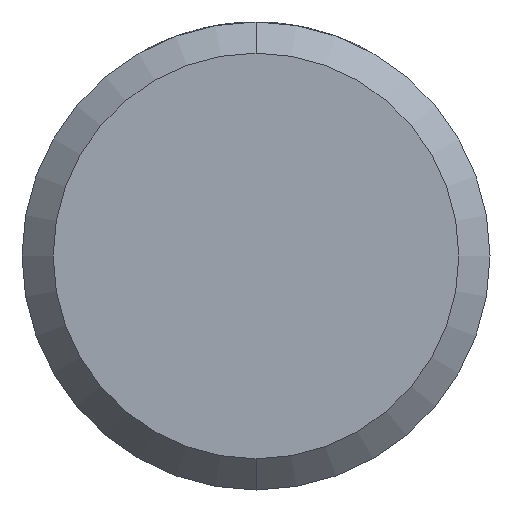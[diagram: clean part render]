
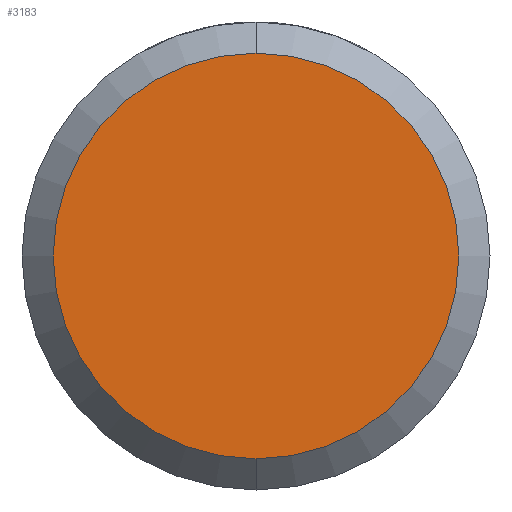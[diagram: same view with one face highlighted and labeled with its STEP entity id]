
A CAD part, front view. The second image highlights one B-rep face of the part: STEP entity #3183.
In plain terms, the highlighted planar face has unit normal (0, -1, 0).
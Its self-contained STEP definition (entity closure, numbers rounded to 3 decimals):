
#91 = VERTEX_POINT ( 'NONE', #2419 ) ;
#92 = ORIENTED_EDGE ( 'NONE', *, *, #3549, .T. ) ;
#318 = AXIS2_PLACEMENT_3D ( 'NONE', #3450, #645, #2598 ) ;
#337 = CARTESIAN_POINT ( 'NONE',  ( 0., -40., 0. ) ) ;
#645 = DIRECTION ( 'NONE',  ( 0., 1., 0. ) ) ;
#711 = CARTESIAN_POINT ( 'NONE',  ( 0., -40., -1.3 ) ) ;
#992 = PLANE ( 'NONE',  #318 ) ;
#1111 = CIRCLE ( 'NONE', #2216, 1.3 ) ;
#1173 = AXIS2_PLACEMENT_3D ( 'NONE', #1240, #2026, #2826 ) ;
#1240 = CARTESIAN_POINT ( 'NONE',  ( 0., -40., 0. ) ) ;
#1318 = EDGE_LOOP ( 'NONE', ( #2725, #92 ) ) ;
#1483 = EDGE_CURVE ( 'Defeature ausgef�hrt2_7+Defeature ausgef�hrt2_0+Defeature ausgef�hrt2_0+Defeature ausgef�hrt2_0', #91, #2874, #1569, .T. ) ;
#1569 = CIRCLE ( 'NONE', #1173, 1.3 ) ;
#1816 = FACE_OUTER_BOUND ( 'NONE', #1318, .T. ) ;
#2026 = DIRECTION ( 'NONE',  ( 0., -1., 0. ) ) ;
#2216 = AXIS2_PLACEMENT_3D ( 'NONE', #337, #2739, #2810 ) ;
#2419 = CARTESIAN_POINT ( 'NONE',  ( 0., -40., 1.3 ) ) ;
#2598 = DIRECTION ( 'NONE',  ( 0., 0., 1. ) ) ;
#2725 = ORIENTED_EDGE ( 'NONE', *, *, #1483, .T. ) ;
#2739 = DIRECTION ( 'NONE',  ( 0., -1., 0. ) ) ;
#2810 = DIRECTION ( 'NONE',  ( 0., 0., 1. ) ) ;
#2826 = DIRECTION ( 'NONE',  ( 0., 0., 1. ) ) ;
#2874 = VERTEX_POINT ( 'NONE', #711 ) ;
#3183 = ADVANCED_FACE ( 'Defeature ausgef�hrt2_7', ( #1816 ), #992, .F. ) ;
#3450 = CARTESIAN_POINT ( 'NONE',  ( 1.5, -40., 0. ) ) ;
#3549 = EDGE_CURVE ( 'Defeature ausgef�hrt2_7+Defeature ausgef�hrt2_0+Defeature ausgef�hrt2_0+Defeature ausgef�hrt2_0', #2874, #91, #1111, .T. ) ;
